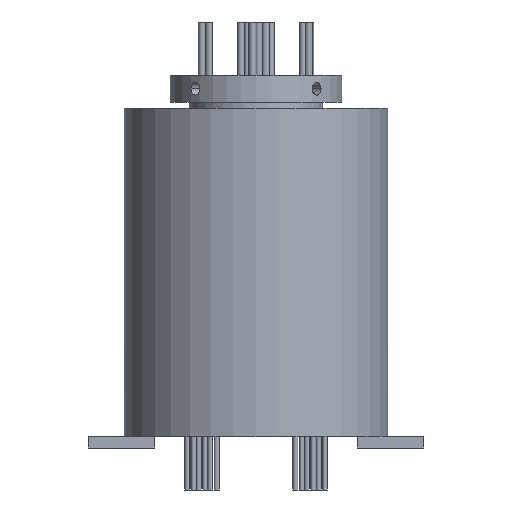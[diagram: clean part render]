
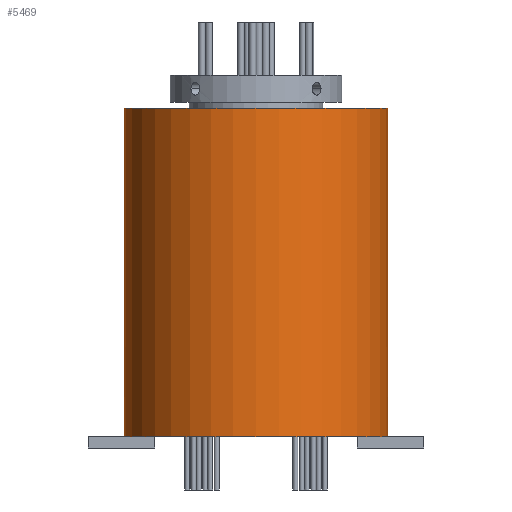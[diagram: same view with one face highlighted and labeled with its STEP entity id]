
A CAD part, front view. The second image highlights one B-rep face of the part: STEP entity #5469.
In plain terms, the highlighted cylindrical face has radius 34.5 mm (diameter 69 mm), a partial arc.
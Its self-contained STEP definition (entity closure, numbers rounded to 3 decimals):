
#112 = CIRCLE ( 'NONE', #6200, 34.5 ) ;
#150 = VERTEX_POINT ( 'NONE', #4607 ) ;
#285 = EDGE_CURVE ( 'NONE', #862, #5340, #5343, .T. ) ;
#430 = VECTOR ( 'NONE', #6943, 1000. ) ;
#612 = LINE ( 'NONE', #6417, #430 ) ;
#852 = EDGE_CURVE ( 'NONE', #862, #2535, #1573, .T. ) ;
#862 = VERTEX_POINT ( 'NONE', #6091 ) ;
#1095 = DIRECTION ( 'NONE',  ( 0., 0., -1. ) ) ;
#1573 = CIRCLE ( 'NONE', #5437, 34.5 ) ;
#1574 = DIRECTION ( 'NONE',  ( 0., 0., -1. ) ) ;
#1772 = AXIS2_PLACEMENT_3D ( 'NONE', #3358, #7225, #3933 ) ;
#2169 = DIRECTION ( 'NONE',  ( 0., 0., 1. ) ) ;
#2220 = FACE_OUTER_BOUND ( 'NONE', #4835, .T. ) ;
#2227 = VERTEX_POINT ( 'NONE', #4590 ) ;
#2228 = AXIS2_PLACEMENT_3D ( 'NONE', #3289, #6121, #6651 ) ;
#2247 = CARTESIAN_POINT ( 'NONE',  ( 34.5, 0., -87.6 ) ) ;
#2260 = CIRCLE ( 'NONE', #1772, 34.5 ) ;
#2499 = ORIENTED_EDGE ( 'NONE', *, *, #4365, .F. ) ;
#2535 = VERTEX_POINT ( 'NONE', #4090 ) ;
#2872 = EDGE_CURVE ( 'NONE', #5340, #4430, #112, .T. ) ;
#3289 = CARTESIAN_POINT ( 'NONE',  ( 0., 0., -87.6 ) ) ;
#3358 = CARTESIAN_POINT ( 'NONE',  ( 0., 0., -87.6 ) ) ;
#3861 = VECTOR ( 'NONE', #2169, 1000. ) ;
#3933 = DIRECTION ( 'NONE',  ( -1., 0., 0. ) ) ;
#4090 = CARTESIAN_POINT ( 'NONE',  ( 33.974, -6., -87.6 ) ) ;
#4365 = EDGE_CURVE ( 'NONE', #2535, #150, #2260, .T. ) ;
#4430 = VERTEX_POINT ( 'NONE', #5667 ) ;
#4579 = CARTESIAN_POINT ( 'NONE',  ( 0., 0., -87.6 ) ) ;
#4590 = CARTESIAN_POINT ( 'NONE',  ( -34.5, 0., -87.6 ) ) ;
#4607 = CARTESIAN_POINT ( 'NONE',  ( -33.974, -6., -87.6 ) ) ;
#4685 = EDGE_CURVE ( 'NONE', #2227, #4430, #612, .T. ) ;
#4766 = ORIENTED_EDGE ( 'NONE', *, *, #852, .F. ) ;
#4835 = EDGE_LOOP ( 'NONE', ( #5479, #6068, #2499, #4766, #5774, #6332 ) ) ;
#5020 = CARTESIAN_POINT ( 'NONE',  ( 0., 0., -1.6 ) ) ;
#5122 = DIRECTION ( 'NONE',  ( -1., 0., 0. ) ) ;
#5340 = VERTEX_POINT ( 'NONE', #7049 ) ;
#5343 = LINE ( 'NONE', #2247, #3861 ) ;
#5437 = AXIS2_PLACEMENT_3D ( 'NONE', #6033, #6025, #6006 ) ;
#5469 = ADVANCED_FACE ( 'NONE', ( #2220 ), #6398, .T. ) ;
#5479 = ORIENTED_EDGE ( 'NONE', *, *, #4685, .F. ) ;
#5563 = EDGE_CURVE ( 'NONE', #150, #2227, #5698, .T. ) ;
#5592 = DIRECTION ( 'NONE',  ( -1., 0., 0. ) ) ;
#5667 = CARTESIAN_POINT ( 'NONE',  ( -34.5, 0., -1.6 ) ) ;
#5698 = CIRCLE ( 'NONE', #6415, 34.5 ) ;
#5774 = ORIENTED_EDGE ( 'NONE', *, *, #285, .T. ) ;
#6006 = DIRECTION ( 'NONE',  ( -1., 0., 0. ) ) ;
#6025 = DIRECTION ( 'NONE',  ( 0., 0., -1. ) ) ;
#6033 = CARTESIAN_POINT ( 'NONE',  ( 0., 0., -87.6 ) ) ;
#6068 = ORIENTED_EDGE ( 'NONE', *, *, #5563, .F. ) ;
#6091 = CARTESIAN_POINT ( 'NONE',  ( 34.5, 0., -87.6 ) ) ;
#6121 = DIRECTION ( 'NONE',  ( 0., 0., 1. ) ) ;
#6200 = AXIS2_PLACEMENT_3D ( 'NONE', #5020, #1574, #5592 ) ;
#6332 = ORIENTED_EDGE ( 'NONE', *, *, #2872, .T. ) ;
#6398 = CYLINDRICAL_SURFACE ( 'NONE', #2228, 34.5 ) ;
#6415 = AXIS2_PLACEMENT_3D ( 'NONE', #4579, #1095, #5122 ) ;
#6417 = CARTESIAN_POINT ( 'NONE',  ( -34.5, 0., -87.6 ) ) ;
#6651 = DIRECTION ( 'NONE',  ( 1., 0., 0. ) ) ;
#6943 = DIRECTION ( 'NONE',  ( 0., 0., 1. ) ) ;
#7049 = CARTESIAN_POINT ( 'NONE',  ( 34.5, 0., -1.6 ) ) ;
#7225 = DIRECTION ( 'NONE',  ( 0., 0., -1. ) ) ;
